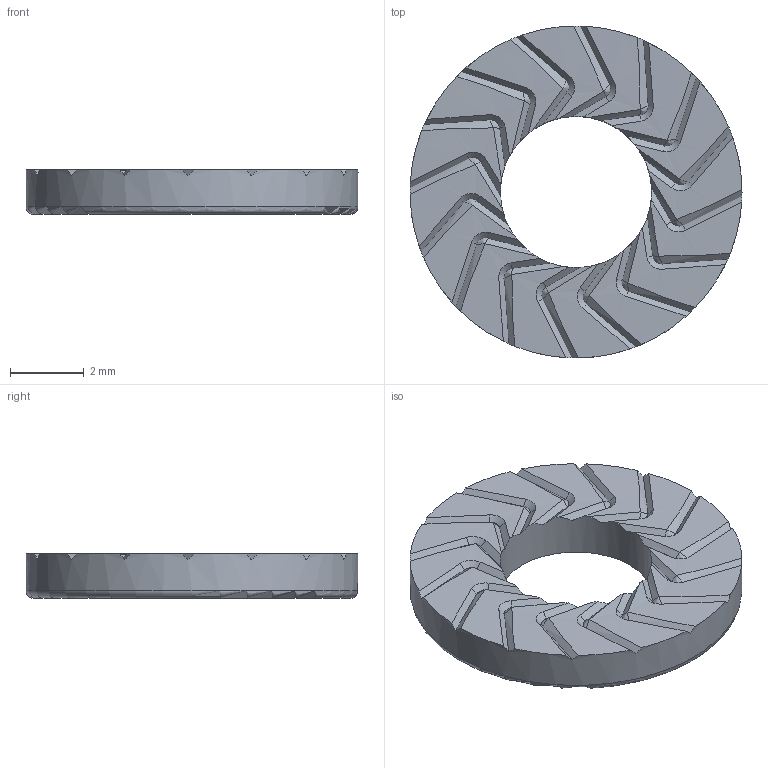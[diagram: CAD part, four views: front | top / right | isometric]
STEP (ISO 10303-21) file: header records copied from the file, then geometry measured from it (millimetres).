
FILE_DESCRIPTION(('STEP AP214'),'1');
FILE_NAME('070910_NSK E4_Muster_flach.stp','2019-10-29T12:14:49',(' '),(' '),'Spatial InterOp 3D',' ',' ');
FILE_SCHEMA(('AUTOMOTIVE_DESIGN { 1 0 10303 214 1 1 1 1 }'));
Length unit declared in the file: metre
Products named in the file (1): 1398688074
Bounding box: 9 x 9 x 1.2 mm (x, y, z)
Volume: 58.9 mm3; surface area: 150.9 mm2
Topology: 1 solids, 1 shells, 116 faces, 328 edges, 213 vertices
Faces by surface type: plane 81, bspline 32, cylinder 2, torus 1
Full cylindrical faces by diameter (mm): 4.1 x1, 9 x1
Entity records: 4943 total; most frequent: CARTESIAN_POINT 1275, ORIENTED_EDGE 646, DIRECTION 464, EDGE_CURVE 323, VERTEX_POINT 211, AXIS2_PLACEMENT_3D 184, B_SPLINE_CURVE_WITH_KNOTS 128, EDGE_LOOP 120
